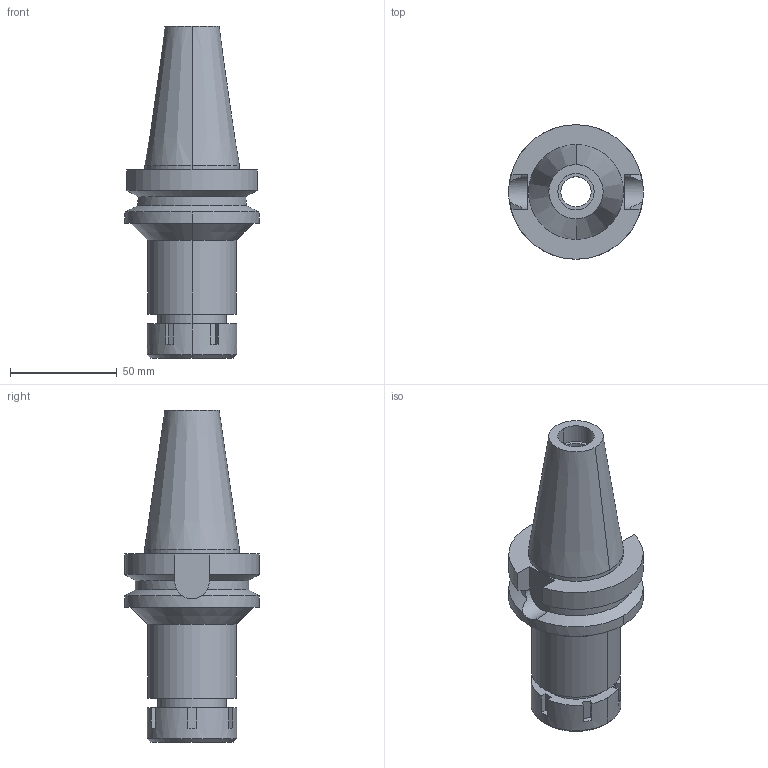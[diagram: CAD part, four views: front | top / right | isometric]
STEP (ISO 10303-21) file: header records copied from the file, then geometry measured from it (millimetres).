
FILE_DESCRIPTION((''),'2;1');
FILE_NAME('BT40NB16090-160_ASM','2018-05-29T',('ykawabe'),(''),'CREO PARAMETRIC BY PTC INC, 2016380','CREO PARAMETRIC BY PTC INC, 2016380','');
FILE_SCHEMA(('AUTOMOTIVE_DESIGN { 1 0 10303 214 1 1 1 1 }'));
Length unit declared in the file: millimetre
Products named in the file (5): BT40-NBS16-90_2; NBC16-16_1; NBN16_1; DXF_TEMP_ASSY_ASM_4_ASM; BT40NB16090-160_ASM
Assembly tree (4 placements, depth 3):
  BT40NB16090-160_ASM
    DXF_TEMP_ASSY_ASM_4_ASM
      BT40-NBS16-90_2
      NBC16-16_1
      NBN16_1
Bounding box: 63 x 63 x 155.4 mm (x, y, z)
Volume: 188767.1 mm3; surface area: 43196.5 mm2
Topology: 3 solids, 3 shells, 103 faces, 257 edges, 173 vertices
Faces by surface type: plane 49, cylinder 36, cone 18
Entity records: 4757 total; most frequent: CARTESIAN_POINT 640, DIRECTION 610, ORIENTED_EDGE 514, PRESENTATION_STYLE_ASSIGNMENT 265, STYLED_ITEM 265, CURVE_STYLE 262, EDGE_CURVE 257, AXIS2_PLACEMENT_3D 242
